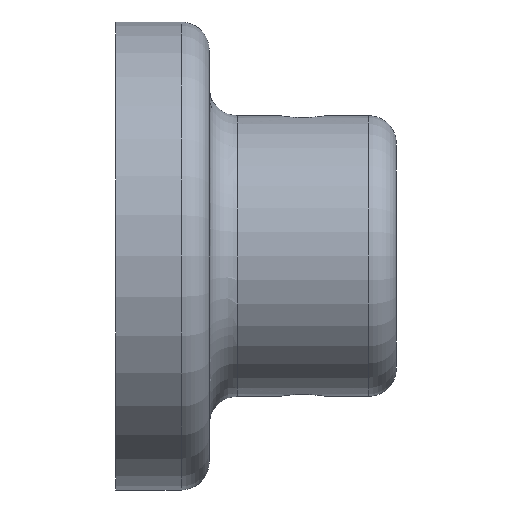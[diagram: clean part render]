
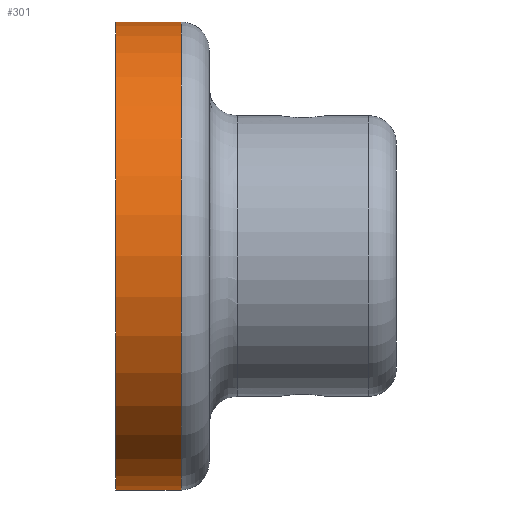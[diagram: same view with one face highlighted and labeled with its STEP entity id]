
A CAD part, left-side view. The second image highlights one B-rep face of the part: STEP entity #301.
In plain terms, the highlighted cylindrical face has radius 25 mm (diameter 50 mm), a partial arc.
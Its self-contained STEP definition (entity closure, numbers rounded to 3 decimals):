
#86 = LINE ( 'NONE', #906, #1569 ) ;
#98 = CARTESIAN_POINT ( 'NONE',  ( 0., 23., -25. ) ) ;
#112 = EDGE_CURVE ( 'NONE', #1270, #1187, #86, .T. ) ;
#151 = ORIENTED_EDGE ( 'NONE', *, *, #112, .F. ) ;
#194 = CARTESIAN_POINT ( 'NONE',  ( 0., 23., 25. ) ) ;
#259 = VECTOR ( 'NONE', #336, 1000. ) ;
#300 = DIRECTION ( 'NONE',  ( 0., 1., 0. ) ) ;
#301 = ADVANCED_FACE ( 'NONE', ( #322 ), #648, .T. ) ;
#320 = CARTESIAN_POINT ( 'NONE',  ( 0., 30., -25. ) ) ;
#322 = FACE_OUTER_BOUND ( 'NONE', #842, .T. ) ;
#336 = DIRECTION ( 'NONE',  ( 0., 1., 0. ) ) ;
#414 = DIRECTION ( 'NONE',  ( 0., 1., 0. ) ) ;
#463 = DIRECTION ( 'NONE',  ( 0., 1., 0. ) ) ;
#498 = LINE ( 'NONE', #1186, #259 ) ;
#592 = DIRECTION ( 'NONE',  ( 0., 0., -1. ) ) ;
#648 = CYLINDRICAL_SURFACE ( 'NONE', #1435, 25. ) ;
#716 = CARTESIAN_POINT ( 'NONE',  ( 0., 30., 0. ) ) ;
#717 = EDGE_CURVE ( 'NONE', #1187, #1189, #1400, .T. ) ;
#774 = CARTESIAN_POINT ( 'NONE',  ( 0., 23.906, 0. ) ) ;
#785 = AXIS2_PLACEMENT_3D ( 'NONE', #1193, #463, #592 ) ;
#842 = EDGE_LOOP ( 'NONE', ( #151, #1214, #1174, #1411 ) ) ;
#852 = CIRCLE ( 'NONE', #785, 25. ) ;
#853 = DIRECTION ( 'NONE',  ( 0., 1., 0. ) ) ;
#906 = CARTESIAN_POINT ( 'NONE',  ( 0., 23.906, -25. ) ) ;
#913 = DIRECTION ( 'NONE',  ( 0., 0., 1. ) ) ;
#1173 = CARTESIAN_POINT ( 'NONE',  ( 0., 30., 25. ) ) ;
#1174 = ORIENTED_EDGE ( 'NONE', *, *, #1205, .T. ) ;
#1186 = CARTESIAN_POINT ( 'NONE',  ( 0., 23.906, 25. ) ) ;
#1187 = VERTEX_POINT ( 'NONE', #320 ) ;
#1189 = VERTEX_POINT ( 'NONE', #1173 ) ;
#1193 = CARTESIAN_POINT ( 'NONE',  ( 0., 23., 0. ) ) ;
#1205 = EDGE_CURVE ( 'NONE', #1550, #1189, #498, .T. ) ;
#1214 = ORIENTED_EDGE ( 'NONE', *, *, #1272, .T. ) ;
#1270 = VERTEX_POINT ( 'NONE', #98 ) ;
#1272 = EDGE_CURVE ( 'NONE', #1270, #1550, #852, .T. ) ;
#1325 = DIRECTION ( 'NONE',  ( 0., 0., 1. ) ) ;
#1400 = CIRCLE ( 'NONE', #1405, 25. ) ;
#1405 = AXIS2_PLACEMENT_3D ( 'NONE', #716, #853, #1325 ) ;
#1411 = ORIENTED_EDGE ( 'NONE', *, *, #717, .F. ) ;
#1435 = AXIS2_PLACEMENT_3D ( 'NONE', #774, #414, #913 ) ;
#1550 = VERTEX_POINT ( 'NONE', #194 ) ;
#1569 = VECTOR ( 'NONE', #300, 1000. ) ;
